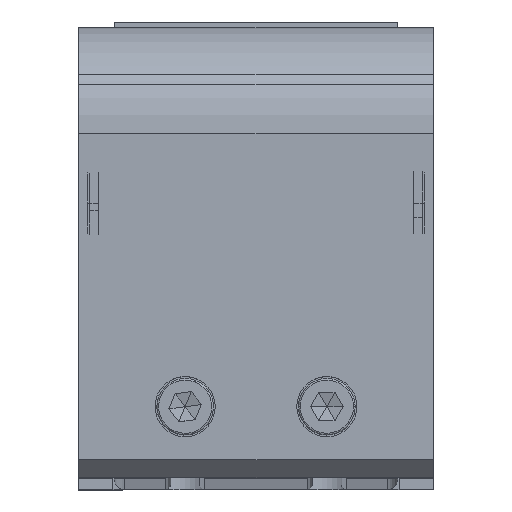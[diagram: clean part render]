
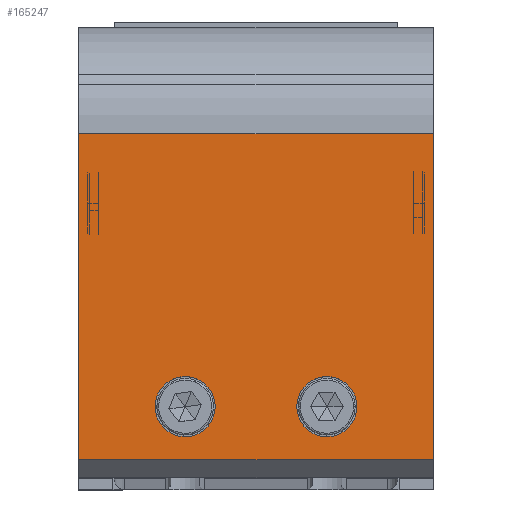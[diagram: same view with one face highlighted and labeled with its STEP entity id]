
A CAD part, top view. The second image highlights one B-rep face of the part: STEP entity #165247.
In plain terms, the highlighted planar face has unit normal (0, 0, 1).
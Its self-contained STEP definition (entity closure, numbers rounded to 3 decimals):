
#1571 = DIRECTION ( 'NONE',  ( 0., 0., -1. ) ) ;
#4837 = EDGE_CURVE ( 'NONE', #17720, #106753, #91065, .T. ) ;
#7178 = DIRECTION ( 'NONE',  ( -1., 0., 0. ) ) ;
#11771 = VERTEX_POINT ( 'NONE', #215893 ) ;
#15642 = DIRECTION ( 'NONE',  ( 1., 0., 0. ) ) ;
#17328 = CIRCLE ( 'NONE', #154999, 8.5 ) ;
#17720 = VERTEX_POINT ( 'NONE', #44519 ) ;
#18650 = ORIENTED_EDGE ( 'NONE', *, *, #4837, .F. ) ;
#19222 = EDGE_LOOP ( 'NONE', ( #128941, #18650, #119167, #156403 ) ) ;
#21931 = VERTEX_POINT ( 'NONE', #185799 ) ;
#23932 = AXIS2_PLACEMENT_3D ( 'NONE', #180332, #147209, #15642 ) ;
#24526 = CARTESIAN_POINT ( 'NONE',  ( 101.658, 203.108, 657.202 ) ) ;
#24685 = DIRECTION ( 'NONE',  ( 0., 0., 1. ) ) ;
#25888 = CIRCLE ( 'NONE', #113959, 8.5 ) ;
#26496 = VECTOR ( 'NONE', #157578, 1000. ) ;
#29106 = DIRECTION ( 'NONE',  ( 0., -1., 0. ) ) ;
#33072 = DIRECTION ( 'NONE',  ( 1., 0., 0. ) ) ;
#34814 = ORIENTED_EDGE ( 'NONE', *, *, #89221, .F. ) ;
#36637 = ORIENTED_EDGE ( 'NONE', *, *, #115022, .F. ) ;
#42797 = EDGE_CURVE ( 'NONE', #11771, #21931, #25888, .T. ) ;
#44519 = CARTESIAN_POINT ( 'NONE',  ( 201.658, 203.108, 657.202 ) ) ;
#46767 = LINE ( 'NONE', #98547, #163607 ) ;
#54707 = DIRECTION ( 'NONE',  ( 1., 0., 0. ) ) ;
#55798 = CIRCLE ( 'NONE', #23932, 8.5 ) ;
#64823 = VECTOR ( 'NONE', #90629, 1000. ) ;
#77180 = VERTEX_POINT ( 'NONE', #109097 ) ;
#78618 = CARTESIAN_POINT ( 'NONE',  ( 140.158, 218.108, 657.202 ) ) ;
#78977 = VECTOR ( 'NONE', #7178, 1000. ) ;
#84924 = DIRECTION ( 'NONE',  ( 0., 0., 1. ) ) ;
#87093 = CARTESIAN_POINT ( 'NONE',  ( 171.658, 218.108, 657.202 ) ) ;
#89221 = EDGE_CURVE ( 'NONE', #94702, #115885, #55798, .T. ) ;
#89541 = CARTESIAN_POINT ( 'NONE',  ( 201.658, 203.108, 657.202 ) ) ;
#90629 = DIRECTION ( 'NONE',  ( 0., -1., 0. ) ) ;
#91065 = LINE ( 'NONE', #176233, #78977 ) ;
#91969 = CARTESIAN_POINT ( 'NONE',  ( 101.658, 295.108, 657.202 ) ) ;
#94386 = ORIENTED_EDGE ( 'NONE', *, *, #166713, .F. ) ;
#94702 = VERTEX_POINT ( 'NONE', #78618 ) ;
#97497 = ORIENTED_EDGE ( 'NONE', *, *, #42797, .F. ) ;
#98547 = CARTESIAN_POINT ( 'NONE',  ( 101.658, 203.108, 657.202 ) ) ;
#106639 = CARTESIAN_POINT ( 'NONE',  ( 201.658, 295.108, 657.202 ) ) ;
#106753 = VERTEX_POINT ( 'NONE', #24526 ) ;
#107737 = LINE ( 'NONE', #106639, #26496 ) ;
#108567 = CARTESIAN_POINT ( 'NONE',  ( 131.658, 218.108, 657.202 ) ) ;
#109097 = CARTESIAN_POINT ( 'NONE',  ( 201.658, 295.108, 657.202 ) ) ;
#113959 = AXIS2_PLACEMENT_3D ( 'NONE', #87093, #84924, #33072 ) ;
#115022 = EDGE_CURVE ( 'NONE', #115885, #94702, #17328, .T. ) ;
#115885 = VERTEX_POINT ( 'NONE', #200037 ) ;
#119167 = ORIENTED_EDGE ( 'NONE', *, *, #150064, .F. ) ;
#128941 = ORIENTED_EDGE ( 'NONE', *, *, #200790, .T. ) ;
#139709 = CARTESIAN_POINT ( 'NONE',  ( 171.658, 218.108, 657.202 ) ) ;
#145915 = EDGE_LOOP ( 'NONE', ( #34814, #36637 ) ) ;
#147209 = DIRECTION ( 'NONE',  ( 0., 0., 1. ) ) ;
#149468 = AXIS2_PLACEMENT_3D ( 'NONE', #139709, #206045, #54707 ) ;
#149570 = VERTEX_POINT ( 'NONE', #91969 ) ;
#150064 = EDGE_CURVE ( 'NONE', #77180, #17720, #208966, .T. ) ;
#151856 = DIRECTION ( 'NONE',  ( 0., 1., 0. ) ) ;
#154999 = AXIS2_PLACEMENT_3D ( 'NONE', #108567, #24685, #172784 ) ;
#156403 = ORIENTED_EDGE ( 'NONE', *, *, #189102, .T. ) ;
#157578 = DIRECTION ( 'NONE',  ( -1., 0., 0. ) ) ;
#162846 = AXIS2_PLACEMENT_3D ( 'NONE', #202679, #1571, #151856 ) ;
#163607 = VECTOR ( 'NONE', #29106, 1000. ) ;
#165156 = FACE_BOUND ( 'NONE', #192061, .T. ) ;
#165247 = ADVANCED_FACE ( 'NONE', ( #182806, #165156, #200490 ), #183875, .F. ) ;
#166713 = EDGE_CURVE ( 'NONE', #21931, #11771, #188242, .T. ) ;
#172784 = DIRECTION ( 'NONE',  ( 1., 0., 0. ) ) ;
#176233 = CARTESIAN_POINT ( 'NONE',  ( 201.658, 203.108, 657.202 ) ) ;
#180332 = CARTESIAN_POINT ( 'NONE',  ( 131.658, 218.108, 657.202 ) ) ;
#182806 = FACE_BOUND ( 'NONE', #145915, .T. ) ;
#183875 = PLANE ( 'NONE',  #162846 ) ;
#185799 = CARTESIAN_POINT ( 'NONE',  ( 180.158, 218.108, 657.202 ) ) ;
#188242 = CIRCLE ( 'NONE', #149468, 8.5 ) ;
#189102 = EDGE_CURVE ( 'NONE', #77180, #149570, #107737, .T. ) ;
#192061 = EDGE_LOOP ( 'NONE', ( #94386, #97497 ) ) ;
#200037 = CARTESIAN_POINT ( 'NONE',  ( 123.158, 218.108, 657.202 ) ) ;
#200490 = FACE_OUTER_BOUND ( 'NONE', #19222, .T. ) ;
#200790 = EDGE_CURVE ( 'NONE', #149570, #106753, #46767, .T. ) ;
#202679 = CARTESIAN_POINT ( 'NONE',  ( 201.658, 203.108, 657.202 ) ) ;
#206045 = DIRECTION ( 'NONE',  ( 0., 0., 1. ) ) ;
#208966 = LINE ( 'NONE', #89541, #64823 ) ;
#215893 = CARTESIAN_POINT ( 'NONE',  ( 163.158, 218.108, 657.202 ) ) ;
